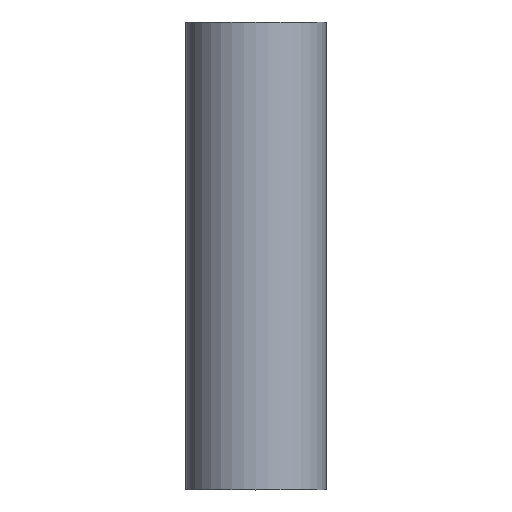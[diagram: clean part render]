
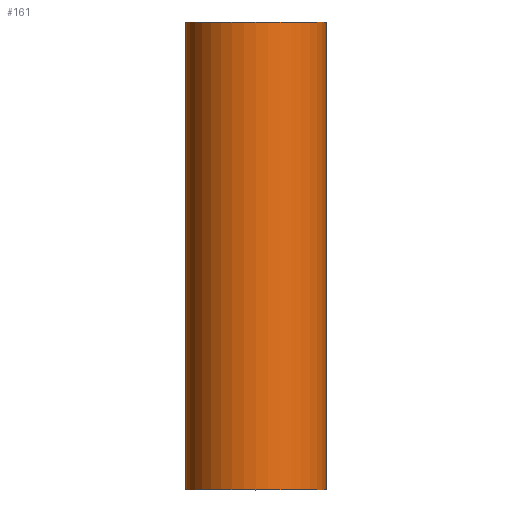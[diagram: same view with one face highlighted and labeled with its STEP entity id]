
A CAD part, top view. The second image highlights one B-rep face of the part: STEP entity #161.
In plain terms, the highlighted cylindrical face has radius 15 mm (diameter 30 mm), a full revolution.
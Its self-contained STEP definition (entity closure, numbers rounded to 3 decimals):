
#161 = ADVANCED_FACE( '', ( #357, #358 ), #359, .T. );
#357 = FACE_OUTER_BOUND( '', #586, .T. );
#358 = FACE_OUTER_BOUND( '', #587, .T. );
#359 = CYLINDRICAL_SURFACE( '', #588, 15. );
#586 = EDGE_LOOP( '', ( #1035 ) );
#587 = EDGE_LOOP( '', ( #1036 ) );
#588 = AXIS2_PLACEMENT_3D( '', #1037, #1038, #1039 );
#1035 = ORIENTED_EDGE( '', *, *, #1548, .T. );
#1036 = ORIENTED_EDGE( '', *, *, #1611, .F. );
#1037 = CARTESIAN_POINT( '', ( 0., 100., 0. ) );
#1038 = DIRECTION( '', ( 0., 1., 0. ) );
#1039 = DIRECTION( '', ( 0., 0., -1. ) );
#1548 = EDGE_CURVE( '', #1927, #1927, #1928, .T. );
#1611 = EDGE_CURVE( '', #2016, #2016, #2017, .T. );
#1927 = VERTEX_POINT( '', #2399 );
#1928 = CIRCLE( '', #2400, 15. );
#2016 = VERTEX_POINT( '', #2519 );
#2017 = CIRCLE( '', #2520, 15. );
#2399 = CARTESIAN_POINT( '', ( 15., 100., 0. ) );
#2400 = AXIS2_PLACEMENT_3D( '', #2903, #2904, #2905 );
#2519 = CARTESIAN_POINT( '', ( 15., 0., 0. ) );
#2520 = AXIS2_PLACEMENT_3D( '', #2973, #2974, #2975 );
#2903 = CARTESIAN_POINT( '', ( 0., 100., 0. ) );
#2904 = DIRECTION( '', ( 0., -1., 0. ) );
#2905 = DIRECTION( '', ( 1., 0., 0. ) );
#2973 = CARTESIAN_POINT( '', ( 0., 0., 0. ) );
#2974 = DIRECTION( '', ( 0., -1., 0. ) );
#2975 = DIRECTION( '', ( 1., 0., 0. ) );
